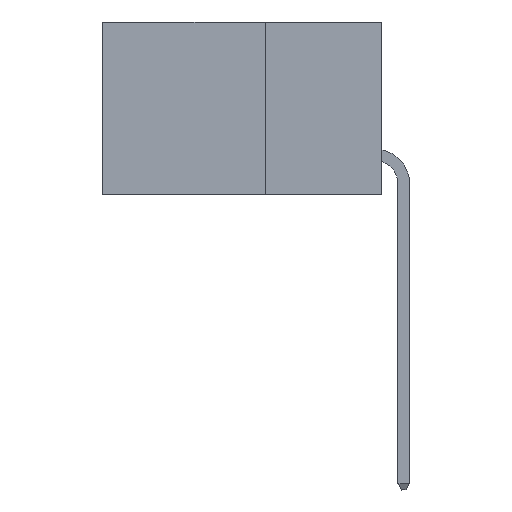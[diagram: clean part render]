
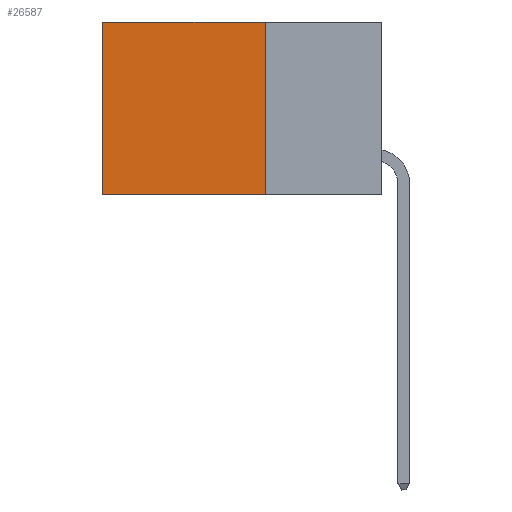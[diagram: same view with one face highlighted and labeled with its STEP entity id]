
A CAD part, left-side view. The second image highlights one B-rep face of the part: STEP entity #26587.
In plain terms, the highlighted planar face has unit normal (-1, 0, 0).
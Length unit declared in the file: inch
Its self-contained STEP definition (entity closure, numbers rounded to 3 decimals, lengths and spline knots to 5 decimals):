
#455 = EDGE_CURVE ( 'NONE', #41221, #22141, #17570, .T. ) ;
#611 = VECTOR ( 'NONE', #48623, 39.37008 ) ;
#3368 = LINE ( 'NONE', #10748, #45334 ) ;
#3989 = VECTOR ( 'NONE', #43646, 39.37008 ) ;
#4214 = EDGE_CURVE ( 'NONE', #5010, #13012, #3368, .T. ) ;
#5010 = VERTEX_POINT ( 'NONE', #17090 ) ;
#5631 = CARTESIAN_POINT ( 'NONE',  ( 0.2875, 0.6, 0. ) ) ;
#5868 = LINE ( 'NONE', #5631, #3989 ) ;
#6215 = ORIENTED_EDGE ( 'NONE', *, *, #455, .F. ) ;
#10748 = CARTESIAN_POINT ( 'NONE',  ( 0.2875, 0.25, 0. ) ) ;
#11225 = EDGE_CURVE ( 'NONE', #5010, #41221, #41461, .T. ) ;
#13012 = VERTEX_POINT ( 'NONE', #19491 ) ;
#13124 = CARTESIAN_POINT ( 'NONE',  ( 0.2875, 0.25, -0.37 ) ) ;
#13711 = CARTESIAN_POINT ( 'NONE',  ( 0.2875, 0.25, 0. ) ) ;
#13963 = DIRECTION ( 'NONE',  ( 0., 1., 0. ) ) ;
#13988 = ORIENTED_EDGE ( 'NONE', *, *, #4214, .T. ) ;
#17090 = CARTESIAN_POINT ( 'NONE',  ( 0.2875, 0.25, 0. ) ) ;
#17570 = LINE ( 'NONE', #13124, #24475 ) ;
#19491 = CARTESIAN_POINT ( 'NONE',  ( 0.2875, 0.6, 0. ) ) ;
#22141 = VERTEX_POINT ( 'NONE', #36163 ) ;
#22412 = ORIENTED_EDGE ( 'NONE', *, *, #11225, .F. ) ;
#24475 = VECTOR ( 'NONE', #47682, 39.37008 ) ;
#25250 = ORIENTED_EDGE ( 'NONE', *, *, #39957, .T. ) ;
#26587 = ADVANCED_FACE ( 'NONE', ( #39880 ), #28547, .F. ) ;
#27054 = EDGE_LOOP ( 'NONE', ( #25250, #6215, #22412, #13988 ) ) ;
#28547 = PLANE ( 'NONE',  #45534 ) ;
#30118 = CARTESIAN_POINT ( 'NONE',  ( 0.2875, 0.25, 0. ) ) ;
#35079 = CARTESIAN_POINT ( 'NONE',  ( 0.2875, 0.25, -0.37 ) ) ;
#36163 = CARTESIAN_POINT ( 'NONE',  ( 0.2875, 0.6, -0.37 ) ) ;
#36656 = DIRECTION ( 'NONE',  ( 0., 0., -1. ) ) ;
#39880 = FACE_OUTER_BOUND ( 'NONE', #27054, .T. ) ;
#39957 = EDGE_CURVE ( 'NONE', #13012, #22141, #5868, .T. ) ;
#41221 = VERTEX_POINT ( 'NONE', #35079 ) ;
#41461 = LINE ( 'NONE', #30118, #611 ) ;
#43646 = DIRECTION ( 'NONE',  ( 0., 0., -1. ) ) ;
#43827 = DIRECTION ( 'NONE',  ( 1., 0., 0. ) ) ;
#45334 = VECTOR ( 'NONE', #13963, 39.37008 ) ;
#45534 = AXIS2_PLACEMENT_3D ( 'NONE', #13711, #43827, #36656 ) ;
#47682 = DIRECTION ( 'NONE',  ( 0., 1., 0. ) ) ;
#48623 = DIRECTION ( 'NONE',  ( 0., 0., -1. ) ) ;
